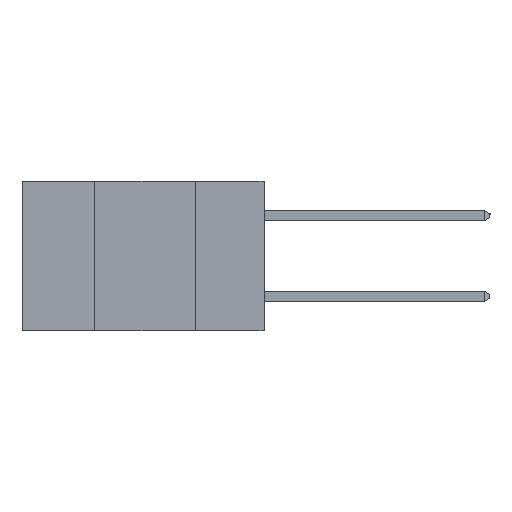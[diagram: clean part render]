
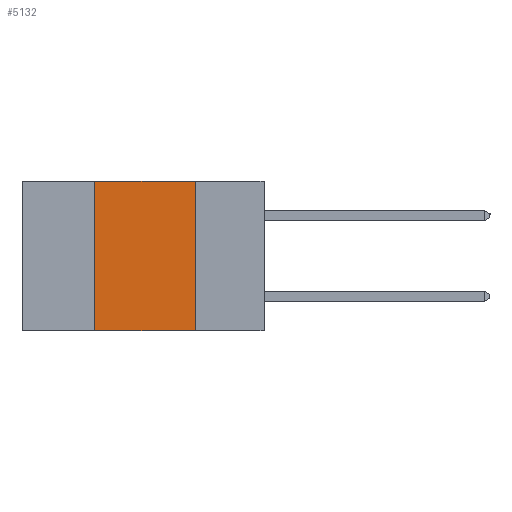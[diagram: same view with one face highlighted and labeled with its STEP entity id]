
A CAD part, left-side view. The second image highlights one B-rep face of the part: STEP entity #5132.
In plain terms, the highlighted planar face has unit normal (-1, 0, 0).
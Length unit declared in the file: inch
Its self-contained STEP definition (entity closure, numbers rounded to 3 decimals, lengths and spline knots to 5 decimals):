
#327 = CARTESIAN_POINT ( 'NONE',  ( 0., 0.17, -0.37 ) ) ;
#388 = CARTESIAN_POINT ( 'NONE',  ( 0., 0.6, 0. ) ) ;
#538 = EDGE_CURVE ( 'NONE', #2941, #3083, #3398, .T. ) ;
#2153 = DIRECTION ( 'NONE',  ( 1., 0., 0. ) ) ;
#2301 = DIRECTION ( 'NONE',  ( 0., 0., -1. ) ) ;
#2941 = VERTEX_POINT ( 'NONE', #9687 ) ;
#3023 = ORIENTED_EDGE ( 'NONE', *, *, #7435, .F. ) ;
#3083 = VERTEX_POINT ( 'NONE', #5166 ) ;
#3398 = LINE ( 'NONE', #4491, #7835 ) ;
#3649 = DIRECTION ( 'NONE',  ( 0., 0., -1. ) ) ;
#3826 = DIRECTION ( 'NONE',  ( 0., -1., 0. ) ) ;
#3945 = VECTOR ( 'NONE', #11503, 39.37008 ) ;
#4265 = VERTEX_POINT ( 'NONE', #7060 ) ;
#4491 = CARTESIAN_POINT ( 'NONE',  ( 0., 0.42, -0.37 ) ) ;
#5000 = ORIENTED_EDGE ( 'NONE', *, *, #538, .F. ) ;
#5132 = ADVANCED_FACE ( 'NONE', ( #12284 ), #8776, .F. ) ;
#5166 = CARTESIAN_POINT ( 'NONE',  ( 0., 0.42, 0. ) ) ;
#6085 = VECTOR ( 'NONE', #3826, 39.37008 ) ;
#6296 = LINE ( 'NONE', #14077, #6085 ) ;
#6736 = VERTEX_POINT ( 'NONE', #9441 ) ;
#7060 = CARTESIAN_POINT ( 'NONE',  ( 0., 0.17, 0. ) ) ;
#7435 = EDGE_CURVE ( 'NONE', #4265, #6736, #7886, .T. ) ;
#7835 = VECTOR ( 'NONE', #7844, 39.37008 ) ;
#7844 = DIRECTION ( 'NONE',  ( 0., 0., 1. ) ) ;
#7886 = LINE ( 'NONE', #327, #13910 ) ;
#8359 = LINE ( 'NONE', #388, #3945 ) ;
#8776 = PLANE ( 'NONE',  #9926 ) ;
#9006 = CARTESIAN_POINT ( 'NONE',  ( 0., 0.6, 0. ) ) ;
#9075 = EDGE_LOOP ( 'NONE', ( #3023, #9501, #5000, #14136 ) ) ;
#9441 = CARTESIAN_POINT ( 'NONE',  ( 0., 0.17, -0.37 ) ) ;
#9501 = ORIENTED_EDGE ( 'NONE', *, *, #10194, .F. ) ;
#9687 = CARTESIAN_POINT ( 'NONE',  ( 0., 0.42, -0.37 ) ) ;
#9926 = AXIS2_PLACEMENT_3D ( 'NONE', #9006, #2153, #2301 ) ;
#10194 = EDGE_CURVE ( 'NONE', #3083, #4265, #8359, .T. ) ;
#11503 = DIRECTION ( 'NONE',  ( 0., -1., 0. ) ) ;
#12284 = FACE_OUTER_BOUND ( 'NONE', #9075, .T. ) ;
#13124 = EDGE_CURVE ( 'NONE', #2941, #6736, #6296, .T. ) ;
#13910 = VECTOR ( 'NONE', #3649, 39.37008 ) ;
#14077 = CARTESIAN_POINT ( 'NONE',  ( 0., 0.6, -0.37 ) ) ;
#14136 = ORIENTED_EDGE ( 'NONE', *, *, #13124, .T. ) ;
